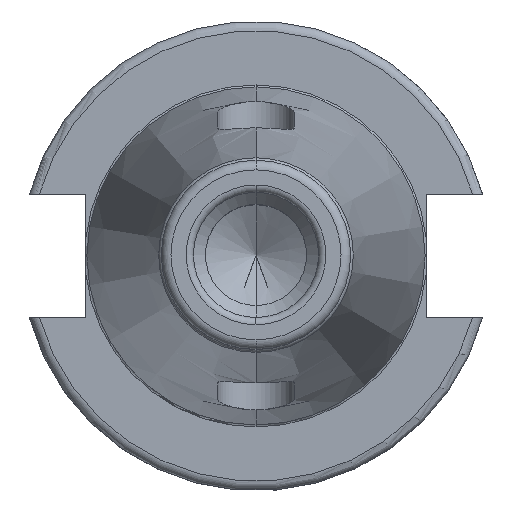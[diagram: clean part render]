
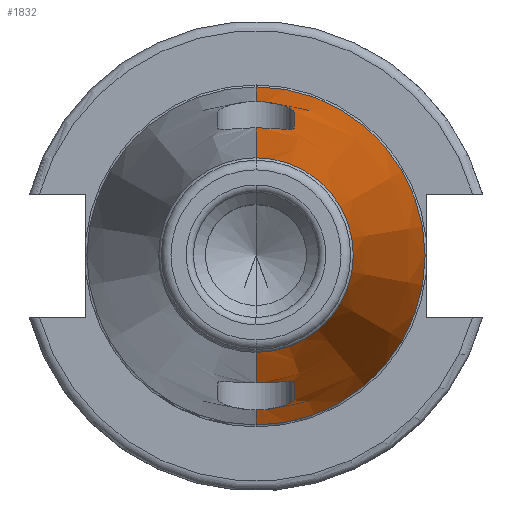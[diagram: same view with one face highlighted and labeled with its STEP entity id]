
A CAD part, top view. The second image highlights one B-rep face of the part: STEP entity #1832.
In plain terms, the highlighted conical face has half-angle 8.297 degrees and reference radius 27.65 mm.
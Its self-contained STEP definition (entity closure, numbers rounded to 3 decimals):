
#323=CARTESIAN_POINT('',(0,0,116.173));
#324=DIRECTION('',(0,0,-1));
#325=DIRECTION('',(0,1,0));
#326=AXIS2_PLACEMENT_3D('',#323,#324,#325);
#382=DIRECTION('',(0,0.144,0.99));
#383=VECTOR('',#382,21.424);
#384=CARTESIAN_POINT('',(0,-35.1,14));
#385=LINE('',#384,#383);
#391=DIRECTION('',(0,-0.144,0.99));
#392=VECTOR('',#391,21.424);
#393=CARTESIAN_POINT('',(0,35.1,14));
#394=LINE('',#393,#392);
#434=DIRECTION('',(0,-0.144,0.99));
#435=VECTOR('',#434,43.428);
#436=CARTESIAN_POINT('',(0,26.467,73.2));
#437=LINE('',#436,#435);
#438=DIRECTION('',(0,0.144,0.99));
#439=VECTOR('',#438,43.428);
#440=CARTESIAN_POINT('',(0,-26.467,73.2));
#441=LINE('',#440,#439);
#446=CARTESIAN_POINT('',(7.95,26.457,65.25));
#447=CARTESIAN_POINT('',(7.95,26.406,65.585));
#448=CARTESIAN_POINT('',(7.908,26.317,66.256));
#449=CARTESIAN_POINT('',(7.716,26.223,67.254));
#450=CARTESIAN_POINT('',(7.397,26.168,68.221));
#451=CARTESIAN_POINT('',(6.958,26.15,69.14));
#452=CARTESIAN_POINT('',(6.406,26.163,69.995));
#453=CARTESIAN_POINT('',(5.739,26.201,70.784));
#454=CARTESIAN_POINT('',(4.969,26.255,71.485));
#455=CARTESIAN_POINT('',(4.114,26.316,72.08));
#456=CARTESIAN_POINT('',(3.174,26.375,72.565));
#457=CARTESIAN_POINT('',(2.149,26.426,72.93));
#458=CARTESIAN_POINT('',(1.076,26.459,73.152));
#459=CARTESIAN_POINT('',(0.358,26.467,73.2));
#460=CARTESIAN_POINT('',(0,26.467,73.2));
#462=CARTESIAN_POINT('',(7.95,29.807,43.15));
#463=CARTESIAN_POINT('',(7.95,29.419,45.718));
#464=CARTESIAN_POINT('',(7.95,28.655,50.778));
#465=CARTESIAN_POINT('',(7.95,27.539,58.142));
#466=CARTESIAN_POINT('',(7.95,26.815,62.905));
#467=CARTESIAN_POINT('',(7.95,26.457,65.25));
#469=CARTESIAN_POINT('',(0,32.008,35.2));
#470=CARTESIAN_POINT('',(0.332,32.008,35.2));
#471=CARTESIAN_POINT('',(1.001,31.992,35.241));
#472=CARTESIAN_POINT('',(2.013,31.916,35.436));
#473=CARTESIAN_POINT('',(3.001,31.79,35.764));
#474=CARTESIAN_POINT('',(3.935,31.621,36.216));
#475=CARTESIAN_POINT('',(4.805,31.415,36.787));
#476=CARTESIAN_POINT('',(5.61,31.178,37.483));
#477=CARTESIAN_POINT('',(6.316,30.923,38.283));
#478=CARTESIAN_POINT('',(6.902,30.665,39.159));
#479=CARTESIAN_POINT('',(7.367,30.415,40.101));
#480=CARTESIAN_POINT('',(7.707,30.179,41.104));
#481=CARTESIAN_POINT('',(7.907,29.972,42.134));
#482=CARTESIAN_POINT('',(7.95,29.858,42.814));
#483=CARTESIAN_POINT('',(7.95,29.807,43.15));
#485=CARTESIAN_POINT('',(0,0,14));
#486=DIRECTION('',(0,0,-1));
#487=DIRECTION('',(0,1,0));
#488=AXIS2_PLACEMENT_3D('',#485,#486,#487);
#490=CARTESIAN_POINT('',(7.95,-29.807,43.15));
#491=CARTESIAN_POINT('',(7.95,-29.858,42.814));
#492=CARTESIAN_POINT('',(7.907,-29.972,42.134));
#493=CARTESIAN_POINT('',(7.707,-30.179,41.104));
#494=CARTESIAN_POINT('',(7.367,-30.415,40.101));
#495=CARTESIAN_POINT('',(6.902,-30.665,39.159));
#496=CARTESIAN_POINT('',(6.316,-30.923,38.283));
#497=CARTESIAN_POINT('',(5.61,-31.178,37.483));
#498=CARTESIAN_POINT('',(4.805,-31.415,36.787));
#499=CARTESIAN_POINT('',(3.935,-31.621,36.216));
#500=CARTESIAN_POINT('',(3.001,-31.79,35.764));
#501=CARTESIAN_POINT('',(2.013,-31.916,35.436));
#502=CARTESIAN_POINT('',(1.001,-31.992,35.241));
#503=CARTESIAN_POINT('',(0.332,-32.008,35.2));
#504=CARTESIAN_POINT('',(0,-32.008,35.2));
#506=CARTESIAN_POINT('',(7.95,-26.457,65.25));
#507=CARTESIAN_POINT('',(7.95,-26.814,62.907));
#508=CARTESIAN_POINT('',(7.95,-27.538,58.145));
#509=CARTESIAN_POINT('',(7.95,-28.654,50.781));
#510=CARTESIAN_POINT('',(7.95,-29.419,45.719));
#511=CARTESIAN_POINT('',(7.95,-29.807,43.15));
#513=CARTESIAN_POINT('',(0,-26.467,73.2));
#514=CARTESIAN_POINT('',(0.358,-26.467,73.2));
#515=CARTESIAN_POINT('',(1.077,-26.459,73.152));
#516=CARTESIAN_POINT('',(2.15,-26.426,72.93));
#517=CARTESIAN_POINT('',(3.176,-26.375,72.564));
#518=CARTESIAN_POINT('',(4.117,-26.315,72.078));
#519=CARTESIAN_POINT('',(4.973,-26.255,71.482));
#520=CARTESIAN_POINT('',(5.743,-26.201,70.78));
#521=CARTESIAN_POINT('',(6.41,-26.163,69.989));
#522=CARTESIAN_POINT('',(6.961,-26.15,69.134));
#523=CARTESIAN_POINT('',(7.399,-26.168,68.216));
#524=CARTESIAN_POINT('',(7.716,-26.223,67.251));
#525=CARTESIAN_POINT('',(7.908,-26.317,66.255));
#526=CARTESIAN_POINT('',(7.95,-26.407,65.584));
#527=CARTESIAN_POINT('',(7.95,-26.457,65.25));
#1067=CARTESIAN_POINT('',(0,35.1,14));
#1068=VERTEX_POINT('',#1067);
#1069=CARTESIAN_POINT('',(0,20.2,116.173));
#1071=VERTEX_POINT('',#1069);
#1107=CARTESIAN_POINT('',(0,-35.1,14));
#1108=VERTEX_POINT('',#1107);
#1109=CARTESIAN_POINT('',(0,-20.2,116.173));
#1111=VERTEX_POINT('',#1109);
#1209=VERTEX_POINT('',#446);
#1210=VERTEX_POINT('',#460);
#1211=VERTEX_POINT('',#513);
#1212=VERTEX_POINT('',#527);
#1213=VERTEX_POINT('',#462);
#1214=VERTEX_POINT('',#511);
#1215=VERTEX_POINT('',#469);
#1216=VERTEX_POINT('',#504);
#1808=CARTESIAN_POINT('',(0,0,65.087));
#1809=DIRECTION('',(0,0,-1));
#1810=DIRECTION('',(0,-1,0));
#1811=AXIS2_PLACEMENT_3D('',#1808,#1809,#1810);
#1812=CONICAL_SURFACE('',#1811,27.65,8.297);
#1813=ORIENTED_EDGE('',*,*,#1795,.F.);
#1815=ORIENTED_EDGE('',*,*,#1814,.F.);
#1817=ORIENTED_EDGE('',*,*,#1816,.F.);
#1818=ORIENTED_EDGE('',*,*,#1774,.F.);
#1820=ORIENTED_EDGE('',*,*,#1819,.T.);
#1821=ORIENTED_EDGE('',*,*,#1770,.T.);
#1823=ORIENTED_EDGE('',*,*,#1822,.F.);
#1825=ORIENTED_EDGE('',*,*,#1824,.F.);
#1826=ORIENTED_EDGE('',*,*,#1801,.F.);
#1827=ORIENTED_EDGE('',*,*,#1785,.T.);
#1828=ORIENTED_EDGE('',*,*,#1738,.F.);
#1829=ORIENTED_EDGE('',*,*,#1782,.F.);
#1830=EDGE_LOOP('',(#1813,#1815,#1817,#1818,#1820,#1821,#1823,#1825,#1826,#1827,
#1828,#1829));
#1831=FACE_OUTER_BOUND('',#1830,.F.);
#1832=ADVANCED_FACE('',(#1831),#1812,.T.);
#327=CIRCLE('',#326,20.2);
#461=B_SPLINE_CURVE_WITH_KNOTS('',3,(#446,#447,#448,#449,#450,#451,#452,#453,
#454,#455,#456,#457,#458,#459,#460),.UNSPECIFIED.,.F.,.F.,(4,1,1,1,1,1,1,1,1,1,
1,1,4),(0,0.083,0.167,0.25,0.333,
0.417,0.5,0.583,0.667,0.75,
0.833,0.917,1),.UNSPECIFIED.);
#468=B_SPLINE_CURVE_WITH_KNOTS('',3,(#462,#463,#464,#465,#466,#467),
.UNSPECIFIED.,.F.,.F.,(4,1,1,4),(0,0.333,0.667,1),
.UNSPECIFIED.);
#484=B_SPLINE_CURVE_WITH_KNOTS('',3,(#469,#470,#471,#472,#473,#474,#475,#476,
#477,#478,#479,#480,#481,#482,#483),.UNSPECIFIED.,.F.,.F.,(4,1,1,1,1,1,1,1,1,1,
1,1,4),(0,0.083,0.167,0.25,0.333,
0.417,0.5,0.583,0.667,0.75,
0.833,0.917,1),.UNSPECIFIED.);
#489=CIRCLE('',#488,35.1);
#505=B_SPLINE_CURVE_WITH_KNOTS('',3,(#490,#491,#492,#493,#494,#495,#496,#497,
#498,#499,#500,#501,#502,#503,#504),.UNSPECIFIED.,.F.,.F.,(4,1,1,1,1,1,1,1,1,1,
1,1,4),(0,0.083,0.167,0.25,0.333,
0.417,0.5,0.583,0.667,0.75,
0.833,0.917,1),.UNSPECIFIED.);
#512=B_SPLINE_CURVE_WITH_KNOTS('',3,(#506,#507,#508,#509,#510,#511),
.UNSPECIFIED.,.F.,.F.,(4,1,1,4),(0,0.333,0.667,1),
.UNSPECIFIED.);
#528=B_SPLINE_CURVE_WITH_KNOTS('',3,(#513,#514,#515,#516,#517,#518,#519,#520,
#521,#522,#523,#524,#525,#526,#527),.UNSPECIFIED.,.F.,.F.,(4,1,1,1,1,1,1,1,1,1,
1,1,4),(0,0.083,0.167,0.25,0.333,
0.417,0.5,0.583,0.667,0.75,
0.833,0.917,1),.UNSPECIFIED.);
#1738=EDGE_CURVE('',#1071,#1111,#327,.T.);
#1770=EDGE_CURVE('',#1108,#1216,#385,.T.);
#1774=EDGE_CURVE('',#1068,#1215,#394,.T.);
#1782=EDGE_CURVE('',#1210,#1071,#437,.T.);
#1785=EDGE_CURVE('',#1211,#1111,#441,.T.);
#1795=EDGE_CURVE('',#1209,#1210,#461,.T.);
#1801=EDGE_CURVE('',#1211,#1212,#528,.T.);
#1814=EDGE_CURVE('',#1213,#1209,#468,.T.);
#1816=EDGE_CURVE('',#1215,#1213,#484,.T.);
#1819=EDGE_CURVE('',#1068,#1108,#489,.T.);
#1822=EDGE_CURVE('',#1214,#1216,#505,.T.);
#1824=EDGE_CURVE('',#1212,#1214,#512,.T.);
